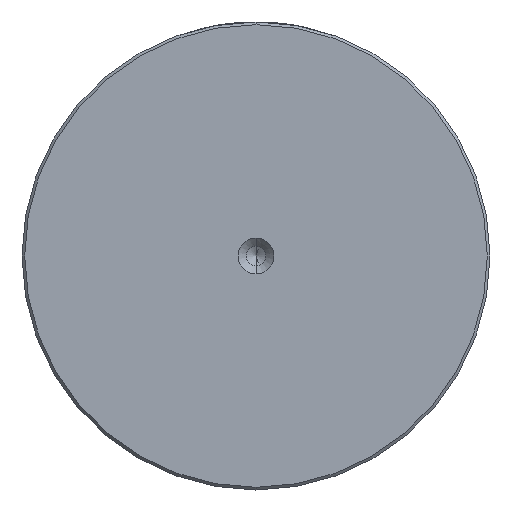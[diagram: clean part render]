
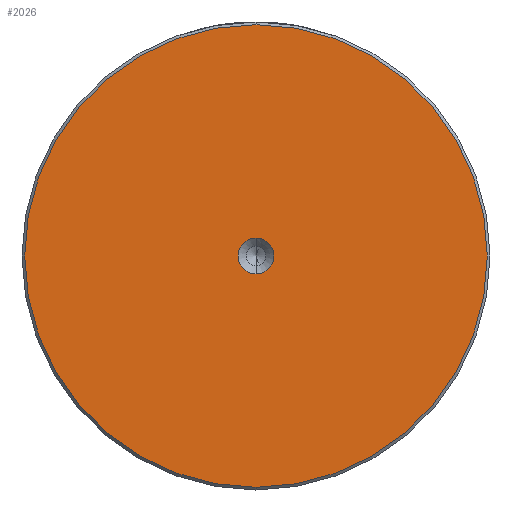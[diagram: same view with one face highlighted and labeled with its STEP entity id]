
A CAD part, left-side view. The second image highlights one B-rep face of the part: STEP entity #2026.
In plain terms, the highlighted planar face has unit normal (-1, 0, 0).
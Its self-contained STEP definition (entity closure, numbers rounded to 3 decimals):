
#21 = FACE_OUTER_BOUND ( 'NONE', #1816, .T. ) ;
#41 = AXIS2_PLACEMENT_3D ( 'NONE', #532, #2199, #761 ) ;
#88 = EDGE_CURVE ( 'NONE', #184, #1355, #1943, .T. ) ;
#93 = FACE_BOUND ( 'NONE', #962, .T. ) ;
#169 = ORIENTED_EDGE ( 'NONE', *, *, #914, .T. ) ;
#184 = VERTEX_POINT ( 'NONE', #1779 ) ;
#209 = ORIENTED_EDGE ( 'NONE', *, *, #88, .F. ) ;
#305 = DIRECTION ( 'NONE',  ( -1., 0., 0. ) ) ;
#458 = DIRECTION ( 'NONE',  ( -1., 0., 0. ) ) ;
#481 = AXIS2_PLACEMENT_3D ( 'NONE', #2765, #2753, #2727 ) ;
#519 = VERTEX_POINT ( 'NONE', #978 ) ;
#532 = CARTESIAN_POINT ( 'NONE',  ( 0., 0., 0. ) ) ;
#761 = DIRECTION ( 'NONE',  ( 0., 0., 1. ) ) ;
#792 = CARTESIAN_POINT ( 'NONE',  ( 0., 0., 0. ) ) ;
#914 = EDGE_CURVE ( 'NONE', #519, #2704, #1866, .T. ) ;
#920 = CARTESIAN_POINT ( 'NONE',  ( 0., 0., 3.3 ) ) ;
#962 = EDGE_LOOP ( 'NONE', ( #3006, #209 ) ) ;
#978 = CARTESIAN_POINT ( 'NONE',  ( 0., 0., -42.5 ) ) ;
#1001 = EDGE_CURVE ( 'NONE', #2704, #519, #2879, .T. ) ;
#1004 = AXIS2_PLACEMENT_3D ( 'NONE', #792, #2462, #1030 ) ;
#1019 = CARTESIAN_POINT ( 'NONE',  ( 0., 0., 42.5 ) ) ;
#1030 = DIRECTION ( 'NONE',  ( 0., 0., 1. ) ) ;
#1251 = CARTESIAN_POINT ( 'NONE',  ( 0., 0., 0. ) ) ;
#1333 = AXIS2_PLACEMENT_3D ( 'NONE', #1251, #305, #1979 ) ;
#1355 = VERTEX_POINT ( 'NONE', #920 ) ;
#1541 = AXIS2_PLACEMENT_3D ( 'NONE', #1883, #458, #2118 ) ;
#1731 = PLANE ( 'NONE',  #1333 ) ;
#1758 = EDGE_CURVE ( 'NONE', #1355, #184, #1830, .T. ) ;
#1779 = CARTESIAN_POINT ( 'NONE',  ( 0., 0., -3.3 ) ) ;
#1816 = EDGE_LOOP ( 'NONE', ( #169, #2167 ) ) ;
#1830 = CIRCLE ( 'NONE', #1541, 3.3 ) ;
#1866 = CIRCLE ( 'NONE', #41, 42.5 ) ;
#1883 = CARTESIAN_POINT ( 'NONE',  ( 0., 0., 0. ) ) ;
#1943 = CIRCLE ( 'NONE', #481, 3.3 ) ;
#1979 = DIRECTION ( 'NONE',  ( 0., 0., 1. ) ) ;
#2026 = ADVANCED_FACE ( 'NONE', ( #21, #93 ), #1731, .T. ) ;
#2118 = DIRECTION ( 'NONE',  ( 0., 0., 1. ) ) ;
#2167 = ORIENTED_EDGE ( 'NONE', *, *, #1001, .T. ) ;
#2199 = DIRECTION ( 'NONE',  ( -1., 0., 0. ) ) ;
#2462 = DIRECTION ( 'NONE',  ( -1., 0., 0. ) ) ;
#2704 = VERTEX_POINT ( 'NONE', #1019 ) ;
#2727 = DIRECTION ( 'NONE',  ( 0., 0., 1. ) ) ;
#2753 = DIRECTION ( 'NONE',  ( -1., 0., 0. ) ) ;
#2765 = CARTESIAN_POINT ( 'NONE',  ( 0., 0., 0. ) ) ;
#2879 = CIRCLE ( 'NONE', #1004, 42.5 ) ;
#3006 = ORIENTED_EDGE ( 'NONE', *, *, #1758, .F. ) ;
